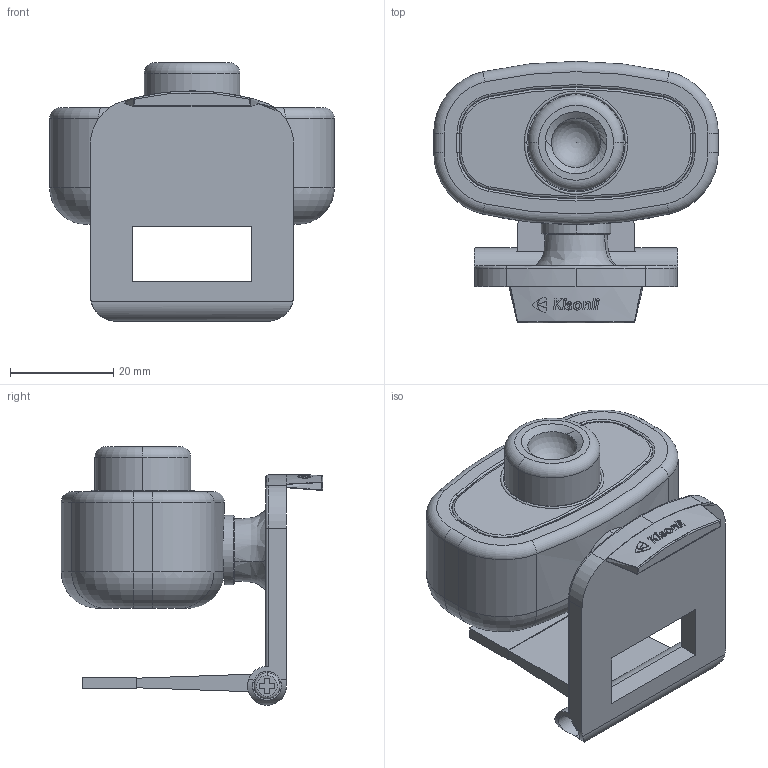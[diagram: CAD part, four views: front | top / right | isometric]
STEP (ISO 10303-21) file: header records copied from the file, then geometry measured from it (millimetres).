
FILE_DESCRIPTION (( 'STEP AP214' ), '1' );
FILE_NAME ('Webcam.STEP', '2023-02-14T12:43:50', ( '' ), ( '' ), 'SwSTEP 2.0', 'SolidWorks 2020', '' );
FILE_SCHEMA (( 'AUTOMOTIVE_DESIGN' ));
Length unit declared in the file: millimetre
Products named in the file (1): Webcam
Bounding box: 55 x 50.5 x 49.95 mm (x, y, z)
Volume: 43376.7 mm3; surface area: 12283 mm2
Topology: 1 solids, 1 shells, 247 faces, 627 edges, 402 vertices
Faces by surface type: bspline 86, plane 86, cylinder 39, torus 33, cone 2, sphere 1
Entity records: 12429 total; most frequent: CARTESIAN_POINT 5113, ORIENTED_EDGE 1240, DIRECTION 851, EDGE_CURVE 620, VERTEX_POINT 400, AXIS2_PLACEMENT_3D 314, EDGE_LOOP 274, ADVANCED_FACE 247
